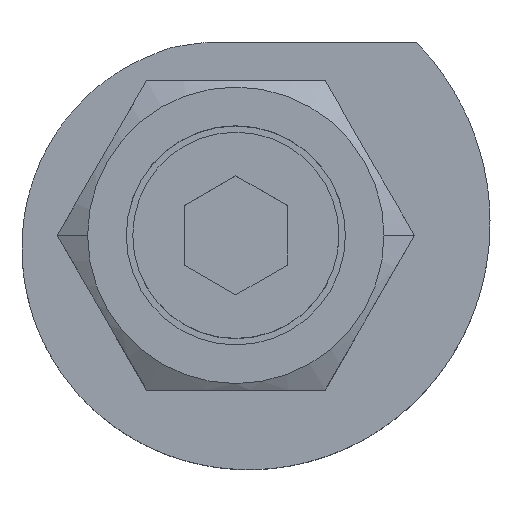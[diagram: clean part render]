
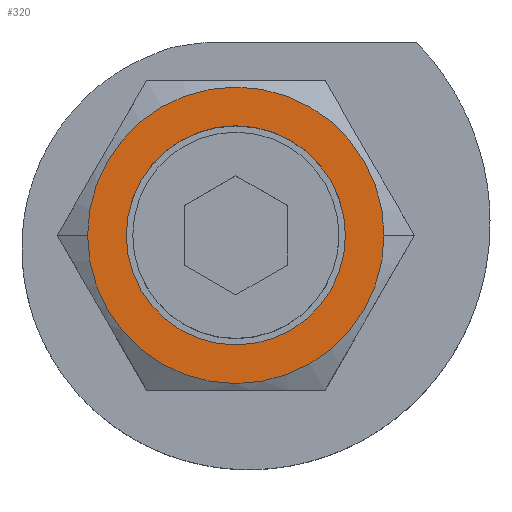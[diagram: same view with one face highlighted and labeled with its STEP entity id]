
A CAD part, top view. The second image highlights one B-rep face of the part: STEP entity #320.
In plain terms, the highlighted planar face has unit normal (0, 0, 1).
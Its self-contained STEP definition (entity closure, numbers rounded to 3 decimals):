
#13 = CIRCLE ( 'NONE', #1612, 8.5 ) ;
#48 = EDGE_LOOP ( 'NONE', ( #1762, #2681 ) ) ;
#59 = EDGE_CURVE ( 'NONE', #1479, #2418, #13, .T. ) ;
#67 = EDGE_LOOP ( 'NONE', ( #270, #153 ) ) ;
#110 = DIRECTION ( 'NONE',  ( -1., 0., 0. ) ) ;
#153 = ORIENTED_EDGE ( 'NONE', *, *, #1302, .T. ) ;
#270 = ORIENTED_EDGE ( 'NONE', *, *, #59, .T. ) ;
#304 = DIRECTION ( 'NONE',  ( 0., 0., 1. ) ) ;
#320 = ADVANCED_FACE ( 'NONE', ( #2690, #1936 ), #2478, .T. ) ;
#385 = EDGE_CURVE ( 'NONE', #435, #3210, #2003, .T. ) ;
#435 = VERTEX_POINT ( 'NONE', #1924 ) ;
#606 = CARTESIAN_POINT ( 'NONE',  ( 13.856, 0., 20. ) ) ;
#624 = AXIS2_PLACEMENT_3D ( 'NONE', #606, #1653, #2437 ) ;
#637 = CARTESIAN_POINT ( 'NONE',  ( 8.5, 0., 20. ) ) ;
#701 = EDGE_CURVE ( 'NONE', #3210, #435, #3393, .T. ) ;
#918 = CARTESIAN_POINT ( 'NONE',  ( 0., 0., 20. ) ) ;
#1106 = DIRECTION ( 'NONE',  ( -1., 0., 0. ) ) ;
#1135 = AXIS2_PLACEMENT_3D ( 'NONE', #2238, #1699, #1166 ) ;
#1166 = DIRECTION ( 'NONE',  ( 0., -1., 0. ) ) ;
#1231 = CARTESIAN_POINT ( 'NONE',  ( 11.5, 0., 20. ) ) ;
#1293 = CARTESIAN_POINT ( 'NONE',  ( 0., 0., 20. ) ) ;
#1302 = EDGE_CURVE ( 'NONE', #2418, #1479, #1850, .T. ) ;
#1479 = VERTEX_POINT ( 'NONE', #2384 ) ;
#1612 = AXIS2_PLACEMENT_3D ( 'NONE', #918, #2727, #2983 ) ;
#1653 = DIRECTION ( 'NONE',  ( 0., 0., 1. ) ) ;
#1699 = DIRECTION ( 'NONE',  ( 0., 0., -1. ) ) ;
#1762 = ORIENTED_EDGE ( 'NONE', *, *, #701, .T. ) ;
#1850 = CIRCLE ( 'NONE', #1135, 8.5 ) ;
#1924 = CARTESIAN_POINT ( 'NONE',  ( -11.5, 0., 20. ) ) ;
#1936 = FACE_BOUND ( 'NONE', #67, .T. ) ;
#1950 = DIRECTION ( 'NONE',  ( 0., 0., 1. ) ) ;
#2003 = CIRCLE ( 'NONE', #3000, 11.5 ) ;
#2238 = CARTESIAN_POINT ( 'NONE',  ( 0., 0., 20. ) ) ;
#2384 = CARTESIAN_POINT ( 'NONE',  ( -8.5, 0., 20. ) ) ;
#2418 = VERTEX_POINT ( 'NONE', #637 ) ;
#2437 = DIRECTION ( 'NONE',  ( 0., -1., 0. ) ) ;
#2466 = CARTESIAN_POINT ( 'NONE',  ( 0., 0., 20. ) ) ;
#2478 = PLANE ( 'NONE',  #624 ) ;
#2681 = ORIENTED_EDGE ( 'NONE', *, *, #385, .T. ) ;
#2690 = FACE_OUTER_BOUND ( 'NONE', #48, .T. ) ;
#2727 = DIRECTION ( 'NONE',  ( 0., 0., -1. ) ) ;
#2895 = AXIS2_PLACEMENT_3D ( 'NONE', #1293, #304, #1106 ) ;
#2983 = DIRECTION ( 'NONE',  ( 0., -1., 0. ) ) ;
#3000 = AXIS2_PLACEMENT_3D ( 'NONE', #2466, #1950, #110 ) ;
#3210 = VERTEX_POINT ( 'NONE', #1231 ) ;
#3393 = CIRCLE ( 'NONE', #2895, 11.5 ) ;
